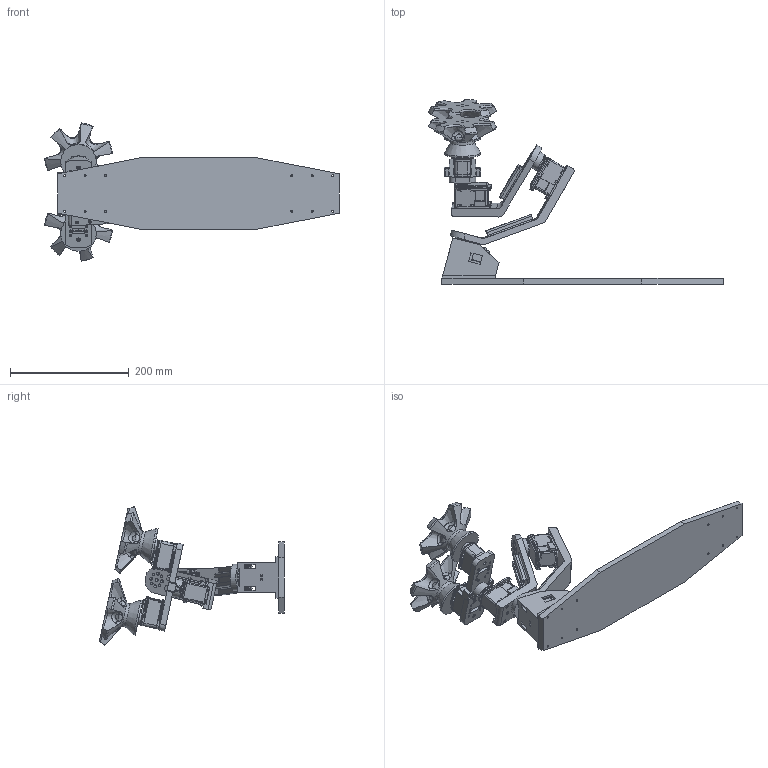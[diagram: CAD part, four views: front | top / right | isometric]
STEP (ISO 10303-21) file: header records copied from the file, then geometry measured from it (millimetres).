
FILE_DESCRIPTION(/* description */ (''),/* implementation_level */ '2;1');
FILE_NAME(/* name */ '',/* time_stamp */ '2024-08-18T19:25:25+09:00',/* author */ ('JEONSEONGHYEON'),/* organization */ (''),/* preprocessor_version */ 'ST-DEVELOPER v20',/* originating_system */ 'Autodesk Inventor 2025',/* authorisation */ '');
FILE_SCHEMA (('AUTOMOTIVE_DESIGN { 1 0 10303 214 3 1 1 }'));
Products named in the file (15): 조립품1025; 바디상판 상2; 어깨견장_6; 긴팔_7; 손목경첩팔_8; DC05_00A_DUMMY1; HN05_T_02; 손목판2; AX-12A; AX-12A-01; AX-12A-02; AX-12A-03; AX-12A-04; SetScrew; 바퀴톱니_승렬ver
Assembly tree (23 placements, depth 3):
  조립품1025
    바디상판 상2
    어깨견장_6
    DC05_00A_DUMMY1  x3
    HN05_T_02  x3
    긴팔_7
    손목경첩팔_8
    손목판2
    AX-12A  x2
      AX-12A-01
      AX-12A-02
      AX-12A-03
      AX-12A-04
      SetScrew
    바퀴톱니_승렬ver  x2
Bounding box: 497.14 x 312 x 232.94 mm (x, y, z)
Volume: 1549812.8 mm3; surface area: 386584.1 mm2
Topology: 29 solids, 53 shells, 3575 faces, 9449 edges, 6057 vertices
Faces by surface type: plane 2197, cylinder 940, cone 206, bspline 118, torus 74, sphere 40
Full cylindrical faces by diameter (mm): 1.2 x80, 1.6 x16, 1.7 x8, 1.8 x12, 2 x28, 2.05 x24, 2.2 x8, 2.5 x88, 2.7 x70, 2.8 x14, 3.1 x3, 3.2 x23, 3.3 x8, 3.5 x4, 4 x20, 4.3 x8, 5 x44, 5.5 x4, 5.9 x4, 6 x7, 7.8 x3, 8 x5, 8.1 x3, 9 x4, 9.5 x2, 10 x6, 10.8 x2, 11 x3, 11.6 x2, 12 x3
Entity records: 59876 total; most frequent: CARTESIAN_POINT 16009, ORIENTED_EDGE 8918, DIRECTION 8575, EDGE_CURVE 4467, LINE 2987, VECTOR 2987, VERTEX_POINT 2879, AXIS2_PLACEMENT_3D 2794
